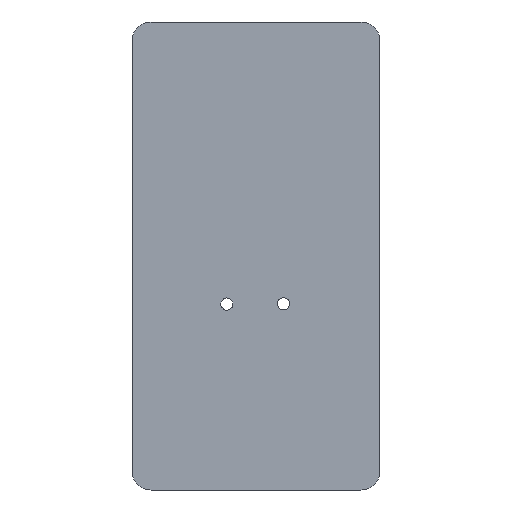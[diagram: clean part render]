
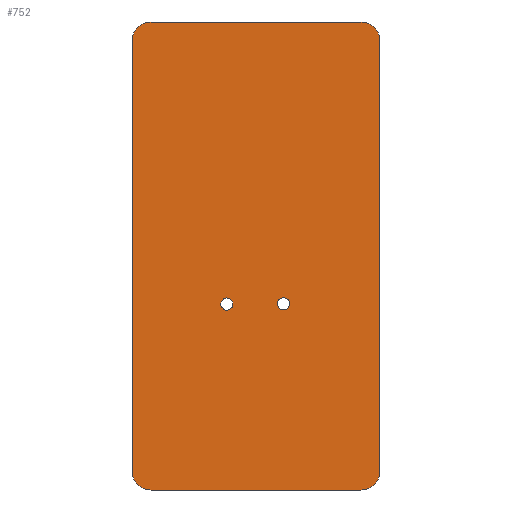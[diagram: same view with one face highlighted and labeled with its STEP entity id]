
A CAD part, front view. The second image highlights one B-rep face of the part: STEP entity #752.
In plain terms, the highlighted planar face has unit normal (0, -1, 0).
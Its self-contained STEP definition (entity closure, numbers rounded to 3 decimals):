
#52=LINE('',#1137,#136);
#56=LINE('',#1146,#140);
#59=LINE('',#1154,#143);
#62=LINE('',#1162,#146);
#136=VECTOR('',#882,1000.);
#140=VECTOR('',#892,1000.);
#143=VECTOR('',#901,1000.);
#146=VECTOR('',#910,1000.);
#203=PLANE('',#808);
#236=FACE_BOUND('',#300,.T.);
#237=FACE_BOUND('',#301,.T.);
#250=FACE_OUTER_BOUND('',#299,.T.);
#299=EDGE_LOOP('',(#590,#591,#592,#593,#594,#595,#596,#597));
#300=EDGE_LOOP('',(#598));
#301=EDGE_LOOP('',(#599));
#334=CIRCLE('',#787,2.4);
#336=CIRCLE('',#790,2.4);
#341=CIRCLE('',#798,7.5);
#342=CIRCLE('',#801,7.5);
#343=CIRCLE('',#804,7.5);
#344=CIRCLE('',#807,7.5);
#346=VERTEX_POINT('',#1022);
#348=VERTEX_POINT('',#1027);
#378=VERTEX_POINT('',#1135);
#379=VERTEX_POINT('',#1136);
#380=VERTEX_POINT('',#1141);
#381=VERTEX_POINT('',#1145);
#382=VERTEX_POINT('',#1149);
#383=VERTEX_POINT('',#1153);
#384=VERTEX_POINT('',#1157);
#385=VERTEX_POINT('',#1161);
#418=EDGE_CURVE('',#346,#346,#334,.T.);
#420=EDGE_CURVE('',#348,#348,#336,.T.);
#450=EDGE_CURVE('',#378,#379,#52,.T.);
#453=EDGE_CURVE('',#380,#378,#341,.T.);
#455=EDGE_CURVE('',#381,#380,#56,.T.);
#457=EDGE_CURVE('',#382,#381,#342,.T.);
#459=EDGE_CURVE('',#383,#382,#59,.T.);
#461=EDGE_CURVE('',#384,#383,#343,.T.);
#463=EDGE_CURVE('',#385,#384,#62,.T.);
#465=EDGE_CURVE('',#379,#385,#344,.T.);
#590=ORIENTED_EDGE('',*,*,#450,.T.);
#591=ORIENTED_EDGE('',*,*,#465,.T.);
#592=ORIENTED_EDGE('',*,*,#463,.T.);
#593=ORIENTED_EDGE('',*,*,#461,.T.);
#594=ORIENTED_EDGE('',*,*,#459,.T.);
#595=ORIENTED_EDGE('',*,*,#457,.T.);
#596=ORIENTED_EDGE('',*,*,#455,.T.);
#597=ORIENTED_EDGE('',*,*,#453,.T.);
#598=ORIENTED_EDGE('',*,*,#418,.F.);
#599=ORIENTED_EDGE('',*,*,#420,.F.);
#752=ADVANCED_FACE('',(#250,#236,#237),#203,.T.);
#787=AXIS2_PLACEMENT_3D('',#1023,#840,#841);
#790=AXIS2_PLACEMENT_3D('',#1028,#846,#847);
#798=AXIS2_PLACEMENT_3D('',#1142,#887,#888);
#801=AXIS2_PLACEMENT_3D('',#1150,#896,#897);
#804=AXIS2_PLACEMENT_3D('',#1158,#905,#906);
#807=AXIS2_PLACEMENT_3D('',#1165,#914,#915);
#808=AXIS2_PLACEMENT_3D('',#1166,#916,#917);
#840=DIRECTION('center_axis',(0.,-1.,0.));
#841=DIRECTION('ref_axis',(0.,0.,-1.));
#846=DIRECTION('center_axis',(0.,-1.,0.));
#847=DIRECTION('ref_axis',(0.,0.,-1.));
#882=DIRECTION('',(0.,0.,-1.));
#887=DIRECTION('center_axis',(0.,-1.,0.));
#888=DIRECTION('ref_axis',(0.,0.,-1.));
#892=DIRECTION('',(-1.,0.,0.));
#896=DIRECTION('center_axis',(0.,-1.,0.));
#897=DIRECTION('ref_axis',(0.,0.,-1.));
#901=DIRECTION('',(0.,0.,1.));
#905=DIRECTION('center_axis',(0.,-1.,0.));
#906=DIRECTION('ref_axis',(0.,0.,-1.));
#910=DIRECTION('',(1.,0.,0.));
#914=DIRECTION('center_axis',(0.,-1.,0.));
#915=DIRECTION('ref_axis',(0.,0.,-1.));
#916=DIRECTION('center_axis',(0.,-1.,0.));
#917=DIRECTION('ref_axis',(0.,0.,-1.));
#1022=CARTESIAN_POINT('',(52.399,-145.618,-57.309));
#1023=CARTESIAN_POINT('Origin',(52.399,-145.618,-54.909));
#1027=CARTESIAN_POINT('',(30.,-145.618,-57.4));
#1028=CARTESIAN_POINT('Origin',(30.,-145.618,-55.));
#1135=CARTESIAN_POINT('',(-7.5,-145.618,49.));
#1136=CARTESIAN_POINT('',(-7.5,-145.618,-121.));
#1137=CARTESIAN_POINT('',(-7.5,-145.618,49.));
#1141=CARTESIAN_POINT('',(0.,-145.618,56.5));
#1142=CARTESIAN_POINT('Origin',(0.,-145.618,
49.));
#1145=CARTESIAN_POINT('',(83.,-145.618,56.5));
#1146=CARTESIAN_POINT('',(83.,-145.618,56.5));
#1149=CARTESIAN_POINT('',(90.5,-145.618,49.));
#1150=CARTESIAN_POINT('Origin',(83.,-145.618,49.));
#1153=CARTESIAN_POINT('',(90.5,-145.618,-121.));
#1154=CARTESIAN_POINT('',(90.5,-145.618,-121.));
#1157=CARTESIAN_POINT('',(83.,-145.618,-128.5));
#1158=CARTESIAN_POINT('Origin',(83.,-145.618,-121.));
#1161=CARTESIAN_POINT('',(0.,-145.618,-128.5));
#1162=CARTESIAN_POINT('',(0.,-145.618,-128.5));
#1165=CARTESIAN_POINT('Origin',(0.,-145.618,
-121.));
#1166=CARTESIAN_POINT('Origin',(0.,-145.618,
-121.));
